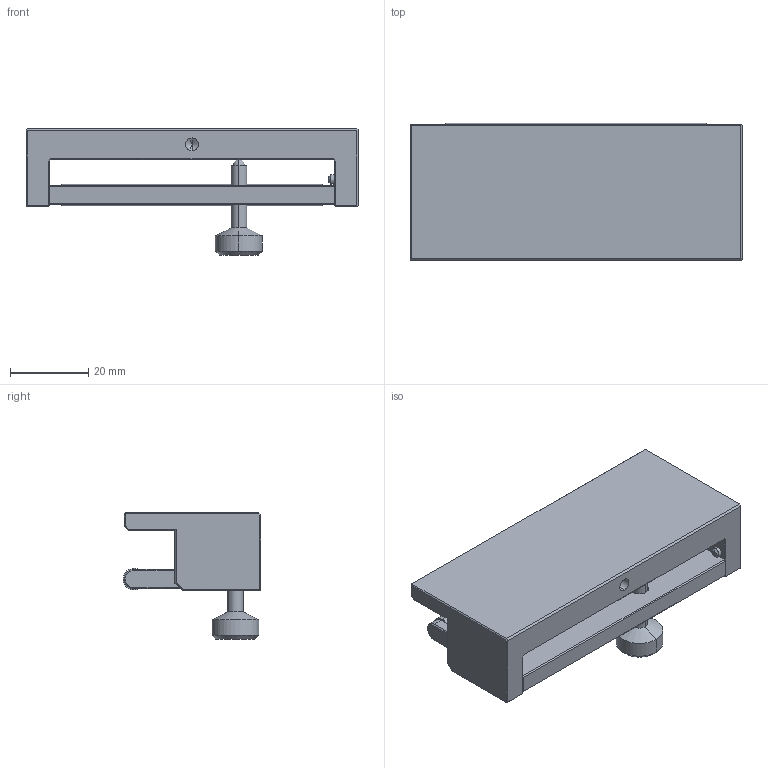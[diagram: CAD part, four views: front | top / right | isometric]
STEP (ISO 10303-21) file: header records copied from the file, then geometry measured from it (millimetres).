
FILE_DESCRIPTION (( 'STEP AP203' ), '1' );
FILE_NAME ('GCM-1312M三维外形图.STEP', '2016-12-30T00:30:27', ( '' ), ( '' ), 'SwSTEP 2.0', 'SolidWorks 2015', '' );
FILE_SCHEMA (( 'CONFIG_CONTROL_DESIGN' ));
Length unit declared in the file: millimetre
Products named in the file (2): GCM-1312M三维外形图
Bounding box: 85 x 35.25 x 32.4 mm (x, y, z)
Volume: 36073.4 mm3; surface area: 15657.7 mm2
Topology: 1 solids, 1 shells, 128 faces, 318 edges, 189 vertices
Faces by surface type: plane 84, cone 22, cylinder 20, sphere 2
Entity records: 3835 total; most frequent: DIRECTION 646, CARTESIAN_POINT 632, ORIENTED_EDGE 624, EDGE_CURVE 312, LINE 236, VECTOR 236, AXIS2_PLACEMENT_3D 205, VERTEX_POINT 187
